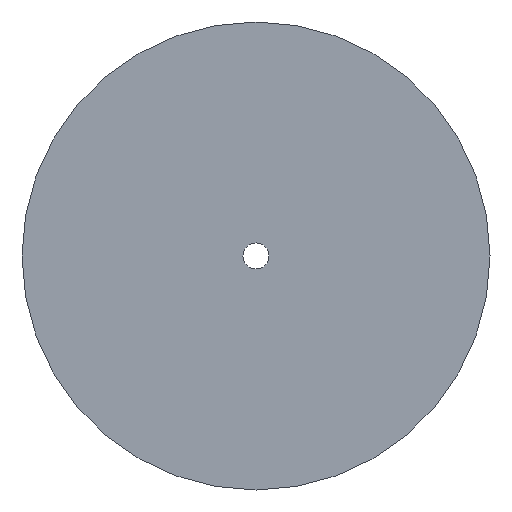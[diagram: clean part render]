
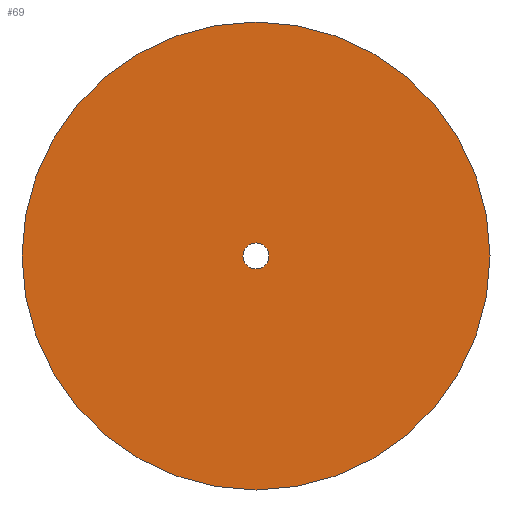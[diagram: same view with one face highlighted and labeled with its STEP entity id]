
A CAD part, front view. The second image highlights one B-rep face of the part: STEP entity #69.
In plain terms, the highlighted planar face has unit normal (0, -1, 0).
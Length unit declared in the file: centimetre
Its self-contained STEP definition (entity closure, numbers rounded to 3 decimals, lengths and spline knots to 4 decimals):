
#9 = DIRECTION ( 'NONE',  ( 0., 1., 0. ) ) ;
#36 = FACE_BOUND ( 'NONE', #188, .T. ) ;
#55 = AXIS2_PLACEMENT_3D ( 'NONE', #161, #185, #144 ) ;
#62 = CIRCLE ( 'NONE', #55, 0.25 ) ;
#69 = ADVANCED_FACE ( 'NONE', ( #123, #36 ), #176, .F. ) ;
#72 = CARTESIAN_POINT ( 'NONE',  ( 0., 0., -0.25 ) ) ;
#76 = AXIS2_PLACEMENT_3D ( 'NONE', #112, #223, #222 ) ;
#77 = VERTEX_POINT ( 'NONE', #198 ) ;
#90 = ORIENTED_EDGE ( 'NONE', *, *, #136, .T. ) ;
#95 = AXIS2_PLACEMENT_3D ( 'NONE', #126, #244, #181 ) ;
#112 = CARTESIAN_POINT ( 'NONE',  ( 0., 0., 0. ) ) ;
#123 = FACE_OUTER_BOUND ( 'NONE', #137, .T. ) ;
#124 = CARTESIAN_POINT ( 'NONE',  ( 0., 0., 0. ) ) ;
#126 = CARTESIAN_POINT ( 'NONE',  ( 0., 0., 0. ) ) ;
#135 = CIRCLE ( 'NONE', #193, 4.5 ) ;
#136 = EDGE_CURVE ( 'NONE', #209, #171, #62, .T. ) ;
#137 = EDGE_LOOP ( 'NONE', ( #150, #234 ) ) ;
#140 = DIRECTION ( 'NONE',  ( 0., 0., 1. ) ) ;
#144 = DIRECTION ( 'NONE',  ( 0., 0., 1. ) ) ;
#149 = CARTESIAN_POINT ( 'NONE',  ( 0., 0., 4.5 ) ) ;
#150 = ORIENTED_EDGE ( 'NONE', *, *, #196, .F. ) ;
#152 = CIRCLE ( 'NONE', #76, 0.25 ) ;
#161 = CARTESIAN_POINT ( 'NONE',  ( 0., 0., 0. ) ) ;
#165 = DIRECTION ( 'NONE',  ( 0., 1., 0. ) ) ;
#171 = VERTEX_POINT ( 'NONE', #72 ) ;
#174 = EDGE_CURVE ( 'NONE', #171, #209, #152, .T. ) ;
#176 = PLANE ( 'NONE',  #215 ) ;
#181 = DIRECTION ( 'NONE',  ( 0., 0., 1. ) ) ;
#185 = DIRECTION ( 'NONE',  ( 0., 1., 0. ) ) ;
#188 = EDGE_LOOP ( 'NONE', ( #192, #90 ) ) ;
#192 = ORIENTED_EDGE ( 'NONE', *, *, #174, .T. ) ;
#193 = AXIS2_PLACEMENT_3D ( 'NONE', #221, #165, #247 ) ;
#196 = EDGE_CURVE ( 'NONE', #77, #246, #135, .T. ) ;
#198 = CARTESIAN_POINT ( 'NONE',  ( 0., 0., -4.5 ) ) ;
#209 = VERTEX_POINT ( 'NONE', #243 ) ;
#215 = AXIS2_PLACEMENT_3D ( 'NONE', #124, #9, #140 ) ;
#216 = CIRCLE ( 'NONE', #95, 4.5 ) ;
#221 = CARTESIAN_POINT ( 'NONE',  ( 0., 0., 0. ) ) ;
#222 = DIRECTION ( 'NONE',  ( 0., 0., 1. ) ) ;
#223 = DIRECTION ( 'NONE',  ( 0., 1., 0. ) ) ;
#225 = EDGE_CURVE ( 'NONE', #246, #77, #216, .T. ) ;
#234 = ORIENTED_EDGE ( 'NONE', *, *, #225, .F. ) ;
#243 = CARTESIAN_POINT ( 'NONE',  ( 0., 0., 0.25 ) ) ;
#244 = DIRECTION ( 'NONE',  ( 0., 1., 0. ) ) ;
#246 = VERTEX_POINT ( 'NONE', #149 ) ;
#247 = DIRECTION ( 'NONE',  ( 0., 0., 1. ) ) ;
